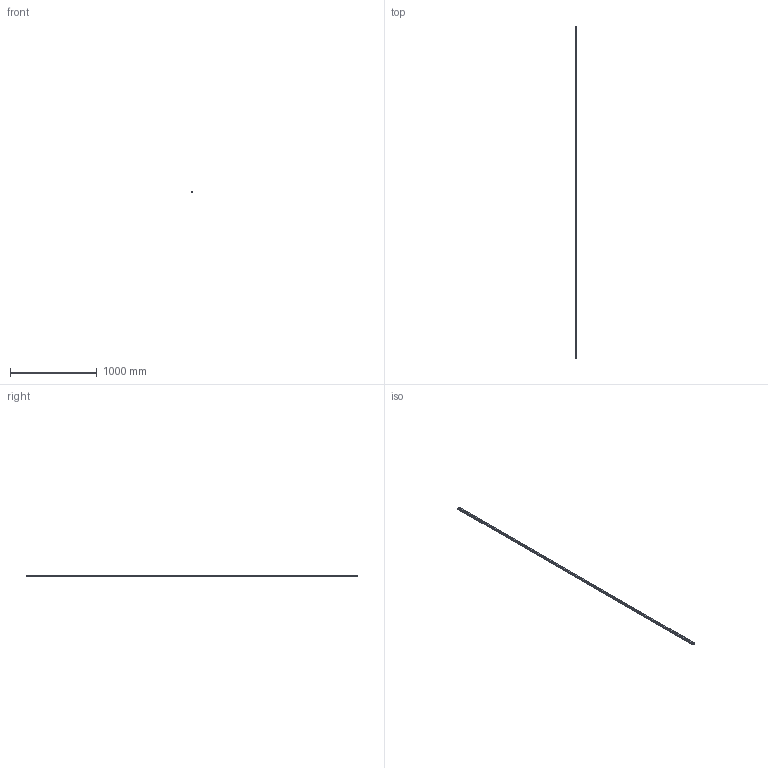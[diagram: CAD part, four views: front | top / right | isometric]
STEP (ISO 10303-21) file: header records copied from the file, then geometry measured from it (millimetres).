
FILE_DESCRIPTION(('STEP AP214'),'1');
FILE_NAME('cctmp_A388CAEC-EE54-4608-B038-D09F32D535EE_2020_6_9_13_28_6_504..stp','2020-06-09T11:28:07',('HIWIN GmbH'),('CADClick - www.CADClick.com'),'Spatial InterOp 3D',' ','unknown authorization');
FILE_SCHEMA(('AUTOMOTIVE_DESIGN'));
Length unit declared in the file: millimetre
Products named in the file (1): HGR25R3830H_FILE
Bounding box: 23 x 3830 x 22 mm (x, y, z)
Volume: 1592059 mm3; surface area: 393290.4 mm2
Topology: 1 solids, 1 shells, 879 faces, 2235 edges, 1490 vertices
Faces by surface type: plane 473, cylinder 406
Entity records: 34309 total; most frequent: DIRECTION 5319, CARTESIAN_POINT 4605, ORIENTED_EDGE 4470, EDGE_CURVE 2235, AXIS2_PLACEMENT_3D 2204, VERTEX_POINT 1490, CIRCLE 1068, EDGE_LOOP 1011
